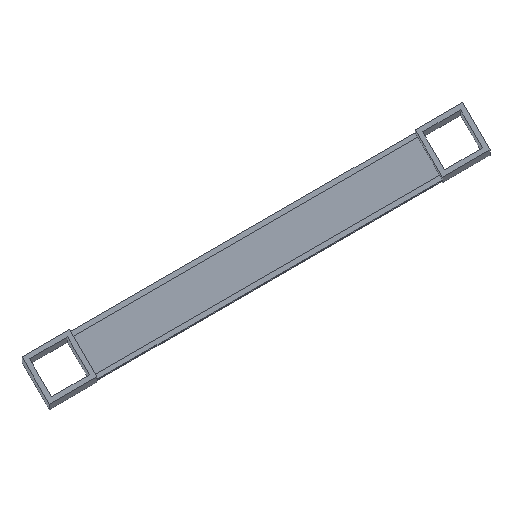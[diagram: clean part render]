
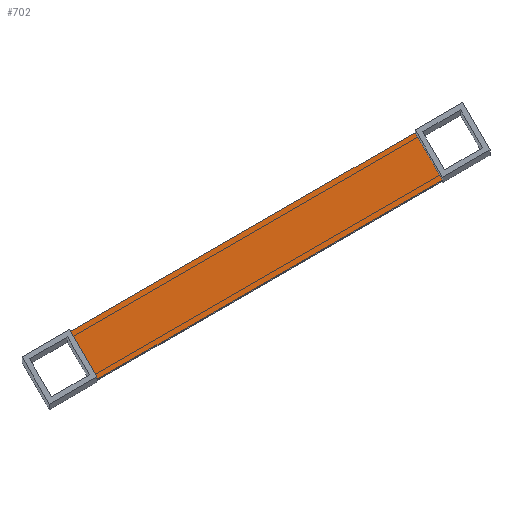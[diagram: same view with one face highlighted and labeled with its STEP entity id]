
A CAD part, top view. The second image highlights one B-rep face of the part: STEP entity #702.
In plain terms, the highlighted planar face has unit normal (0, 0, 1).
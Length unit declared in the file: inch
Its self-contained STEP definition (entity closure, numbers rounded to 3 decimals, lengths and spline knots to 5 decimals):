
#38=FACE_OUTER_BOUND('',#78,.T.);
#78=EDGE_LOOP('',(#536,#537,#538,#539));
#140=LINE('',#1027,#236);
#150=LINE('',#1046,#246);
#155=LINE('',#1057,#251);
#156=LINE('',#1058,#252);
#236=VECTOR('',#841,1.25);
#246=VECTOR('',#853,9.1);
#251=VECTOR('',#860,1.25);
#252=VECTOR('',#861,9.1);
#322=VERTEX_POINT('',#1024);
#323=VERTEX_POINT('',#1026);
#331=VERTEX_POINT('',#1044);
#336=VERTEX_POINT('',#1056);
#396=EDGE_CURVE('',#322,#323,#140,.T.);
#406=EDGE_CURVE('',#331,#322,#150,.T.);
#411=EDGE_CURVE('',#336,#331,#155,.T.);
#412=EDGE_CURVE('',#323,#336,#156,.T.);
#536=ORIENTED_EDGE('',*,*,#411,.F.);
#537=ORIENTED_EDGE('',*,*,#412,.F.);
#538=ORIENTED_EDGE('',*,*,#396,.F.);
#539=ORIENTED_EDGE('',*,*,#406,.F.);
#664=PLANE('',#751);
#702=ADVANCED_FACE('',(#38),#664,.T.);
#751=AXIS2_PLACEMENT_3D('',#1055,#858,#859);
#841=DIRECTION('',(-0.5,0.866,0.));
#853=DIRECTION('',(-0.866,-0.5,0.));
#858=DIRECTION('center_axis',(0.,0.,1.));
#859=DIRECTION('ref_axis',(-0.5,-0.866,0.));
#860=DIRECTION('',(0.5,-0.866,0.));
#861=DIRECTION('',(0.866,0.5,0.));
#1024=CARTESIAN_POINT('',(1.08253,-10.975,35.75));
#1026=CARTESIAN_POINT('',(0.45753,-9.89247,35.75));
#1027=CARTESIAN_POINT('',(1.08253,-10.975,35.75));
#1044=CARTESIAN_POINT('',(8.96336,-6.425,35.75));
#1046=CARTESIAN_POINT('',(8.96336,-6.425,35.75));
#1055=CARTESIAN_POINT('Origin',(19694.77276,11359.90405,35.75));
#1056=CARTESIAN_POINT('',(8.33836,-5.34247,35.75));
#1057=CARTESIAN_POINT('',(8.33836,-5.34247,35.75));
#1058=CARTESIAN_POINT('',(0.45753,-9.89247,35.75));
